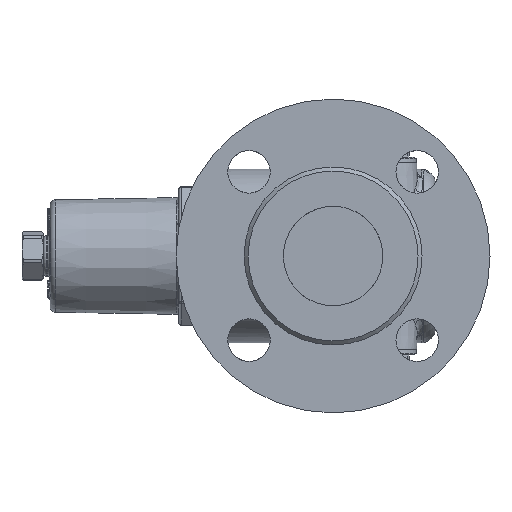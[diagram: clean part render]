
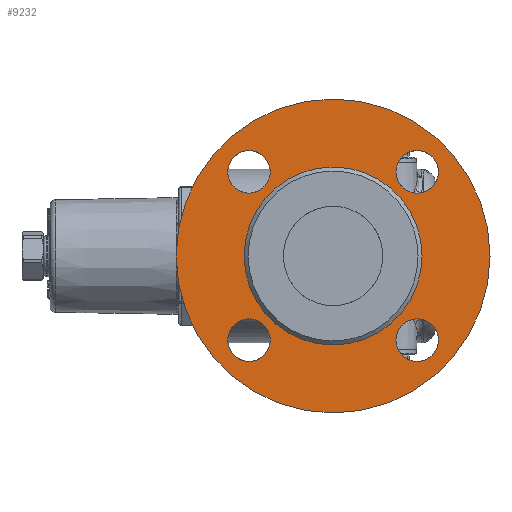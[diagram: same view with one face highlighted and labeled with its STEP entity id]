
A CAD part, left-side view. The second image highlights one B-rep face of the part: STEP entity #9232.
In plain terms, the highlighted planar face has unit normal (-1, 0, 0).
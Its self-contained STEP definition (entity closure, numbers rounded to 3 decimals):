
#980=FACE_BOUND('',#1702,.T.);
#981=FACE_BOUND('',#1703,.T.);
#982=FACE_BOUND('',#1704,.T.);
#983=FACE_BOUND('',#1705,.T.);
#984=FACE_BOUND('',#1706,.T.);
#1017=PLANE('',#9827);
#1153=FACE_OUTER_BOUND('',#1701,.T.);
#1701=EDGE_LOOP('',(#5866));
#1702=EDGE_LOOP('',(#5867));
#1703=EDGE_LOOP('',(#5868));
#1704=EDGE_LOOP('',(#5869));
#1705=EDGE_LOOP('',(#5870));
#1706=EDGE_LOOP('',(#5871));
#3062=CIRCLE('',#9806,7.95);
#3063=CIRCLE('',#9808,7.95);
#3064=CIRCLE('',#9810,7.95);
#3065=CIRCLE('',#9812,7.95);
#3073=CIRCLE('',#9826,33.25);
#3074=CIRCLE('',#9828,58.65);
#3414=VERTEX_POINT('',#12533);
#3417=VERTEX_POINT('',#12577);
#3420=VERTEX_POINT('',#12621);
#3423=VERTEX_POINT('',#12665);
#3433=VERTEX_POINT('',#12730);
#3434=VERTEX_POINT('',#12734);
#4362=EDGE_CURVE('',#3414,#3414,#3062,.T.);
#4366=EDGE_CURVE('',#3417,#3417,#3063,.T.);
#4370=EDGE_CURVE('',#3420,#3420,#3064,.T.);
#4374=EDGE_CURVE('',#3423,#3423,#3065,.T.);
#4387=EDGE_CURVE('',#3433,#3433,#3073,.T.);
#4389=EDGE_CURVE('',#3434,#3434,#3074,.T.);
#5866=ORIENTED_EDGE('',*,*,#4389,.T.);
#5867=ORIENTED_EDGE('',*,*,#4362,.T.);
#5868=ORIENTED_EDGE('',*,*,#4366,.T.);
#5869=ORIENTED_EDGE('',*,*,#4370,.T.);
#5870=ORIENTED_EDGE('',*,*,#4374,.T.);
#5871=ORIENTED_EDGE('',*,*,#4387,.F.);
#9232=ADVANCED_FACE('',(#1153,#980,#981,#982,#983,#984),#1017,.F.);
#9806=AXIS2_PLACEMENT_3D('',#12534,#10518,#10519);
#9808=AXIS2_PLACEMENT_3D('',#12578,#10523,#10524);
#9810=AXIS2_PLACEMENT_3D('',#12622,#10528,#10529);
#9812=AXIS2_PLACEMENT_3D('',#12666,#10533,#10534);
#9826=AXIS2_PLACEMENT_3D('',#12731,#10564,#10565);
#9827=AXIS2_PLACEMENT_3D('',#12733,#10567,#10568);
#9828=AXIS2_PLACEMENT_3D('',#12735,#10569,#10570);
#10518=DIRECTION('center_axis',(1.,0.,0.));
#10519=DIRECTION('ref_axis',(0.,1.,0.));
#10523=DIRECTION('center_axis',(1.,0.,0.));
#10524=DIRECTION('ref_axis',(0.,0.,
-1.));
#10528=DIRECTION('center_axis',(1.,0.,0.));
#10529=DIRECTION('ref_axis',(0.,-1.,0.));
#10533=DIRECTION('center_axis',(1.,0.,0.));
#10534=DIRECTION('ref_axis',(0.,0.,
1.));
#10564=DIRECTION('center_axis',(-1.,0.,0.));
#10565=DIRECTION('ref_axis',(0.,0.,
1.));
#10567=DIRECTION('center_axis',(1.,0.,0.));
#10568=DIRECTION('ref_axis',(0.,0.,
-1.));
#10569=DIRECTION('center_axis',(-1.,0.,0.));
#10570=DIRECTION('ref_axis',(0.,0.,
1.));
#12533=CARTESIAN_POINT('',(-88.5,23.481,-31.431));
#12534=CARTESIAN_POINT('Origin',(-88.5,31.431,-31.431));
#12577=CARTESIAN_POINT('',(-88.5,-31.431,-23.481));
#12578=CARTESIAN_POINT('Origin',(-88.5,-31.431,-31.431));
#12621=CARTESIAN_POINT('',(-88.5,-23.481,31.431));
#12622=CARTESIAN_POINT('Origin',(-88.5,-31.431,31.431));
#12665=CARTESIAN_POINT('',(-88.5,31.431,23.481));
#12666=CARTESIAN_POINT('Origin',(-88.5,31.431,31.431));
#12730=CARTESIAN_POINT('',(-88.5,-33.25,0.));
#12731=CARTESIAN_POINT('Origin',(-88.5,0.,0.));
#12733=CARTESIAN_POINT('Origin',(-88.5,58.65,0.));
#12734=CARTESIAN_POINT('',(-88.5,-58.65,0.));
#12735=CARTESIAN_POINT('Origin',(-88.5,0.,0.));
